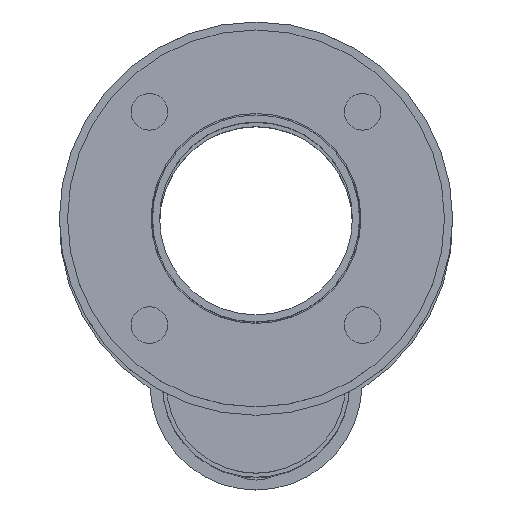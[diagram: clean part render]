
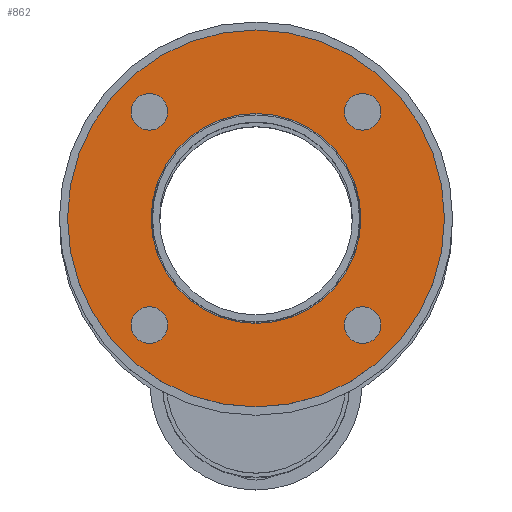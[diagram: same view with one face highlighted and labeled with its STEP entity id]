
A CAD part, top view. The second image highlights one B-rep face of the part: STEP entity #862.
In plain terms, the highlighted planar face has unit normal (0, 0, 1).
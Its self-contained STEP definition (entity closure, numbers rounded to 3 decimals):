
#116=PLANE('',#968);
#172=FACE_BOUND('',#315,.T.);
#173=FACE_BOUND('',#316,.T.);
#174=FACE_BOUND('',#317,.T.);
#175=FACE_BOUND('',#318,.T.);
#176=FACE_BOUND('',#319,.T.);
#222=FACE_OUTER_BOUND('',#314,.T.);
#314=EDGE_LOOP('',(#670));
#315=EDGE_LOOP('',(#671));
#316=EDGE_LOOP('',(#672));
#317=EDGE_LOOP('',(#673));
#318=EDGE_LOOP('',(#674));
#319=EDGE_LOOP('',(#675));
#402=CIRCLE('',#951,51.5);
#404=CIRCLE('',#954,9.);
#406=CIRCLE('',#957,9.);
#408=CIRCLE('',#960,9.);
#410=CIRCLE('',#963,9.);
#412=CIRCLE('',#966,92.5);
#462=VERTEX_POINT('',#1376);
#464=VERTEX_POINT('',#1381);
#466=VERTEX_POINT('',#1386);
#468=VERTEX_POINT('',#1391);
#470=VERTEX_POINT('',#1396);
#472=VERTEX_POINT('',#1401);
#542=EDGE_CURVE('',#462,#462,#402,.T.);
#544=EDGE_CURVE('',#464,#464,#404,.T.);
#546=EDGE_CURVE('',#466,#466,#406,.T.);
#548=EDGE_CURVE('',#468,#468,#408,.T.);
#550=EDGE_CURVE('',#470,#470,#410,.T.);
#552=EDGE_CURVE('',#472,#472,#412,.T.);
#670=ORIENTED_EDGE('',*,*,#552,.F.);
#671=ORIENTED_EDGE('',*,*,#542,.T.);
#672=ORIENTED_EDGE('',*,*,#544,.T.);
#673=ORIENTED_EDGE('',*,*,#546,.T.);
#674=ORIENTED_EDGE('',*,*,#548,.T.);
#675=ORIENTED_EDGE('',*,*,#550,.T.);
#862=ADVANCED_FACE('',(#222,#172,#173,#174,#175,#176),#116,.F.);
#951=AXIS2_PLACEMENT_3D('',#1377,#1112,#1113);
#954=AXIS2_PLACEMENT_3D('',#1382,#1118,#1119);
#957=AXIS2_PLACEMENT_3D('',#1387,#1124,#1125);
#960=AXIS2_PLACEMENT_3D('',#1392,#1130,#1131);
#963=AXIS2_PLACEMENT_3D('',#1397,#1136,#1137);
#966=AXIS2_PLACEMENT_3D('',#1402,#1142,#1143);
#968=AXIS2_PLACEMENT_3D('',#1405,#1146,#1147);
#1112=DIRECTION('center_axis',(0.,0.,-1.));
#1113=DIRECTION('ref_axis',(-1.,0.,0.));
#1118=DIRECTION('center_axis',(0.,0.,-1.));
#1119=DIRECTION('ref_axis',(-1.,0.,0.));
#1124=DIRECTION('center_axis',(0.,0.,-1.));
#1125=DIRECTION('ref_axis',(-1.,0.,0.));
#1130=DIRECTION('center_axis',(0.,0.,-1.));
#1131=DIRECTION('ref_axis',(-1.,0.,0.));
#1136=DIRECTION('center_axis',(0.,0.,-1.));
#1137=DIRECTION('ref_axis',(-1.,0.,0.));
#1142=DIRECTION('center_axis',(0.,0.,-1.));
#1143=DIRECTION('ref_axis',(-1.,0.,0.));
#1146=DIRECTION('center_axis',(0.,0.,-1.));
#1147=DIRECTION('ref_axis',(-1.,0.,0.));
#1376=CARTESIAN_POINT('',(51.5,0.,1290.));
#1377=CARTESIAN_POINT('Origin',(0.,0.,1290.));
#1381=CARTESIAN_POINT('',(-43.326,52.326,1290.));
#1382=CARTESIAN_POINT('Origin',(-52.326,52.326,1290.));
#1386=CARTESIAN_POINT('',(-43.326,-52.326,1290.));
#1387=CARTESIAN_POINT('Origin',(-52.326,-52.326,1290.));
#1391=CARTESIAN_POINT('',(61.326,-52.326,1290.));
#1392=CARTESIAN_POINT('Origin',(52.326,-52.326,1290.));
#1396=CARTESIAN_POINT('',(61.326,52.326,1290.));
#1397=CARTESIAN_POINT('Origin',(52.326,52.326,1290.));
#1401=CARTESIAN_POINT('',(92.5,0.,1290.));
#1402=CARTESIAN_POINT('Origin',(0.,0.,1290.));
#1405=CARTESIAN_POINT('Origin',(0.,0.,1290.));
